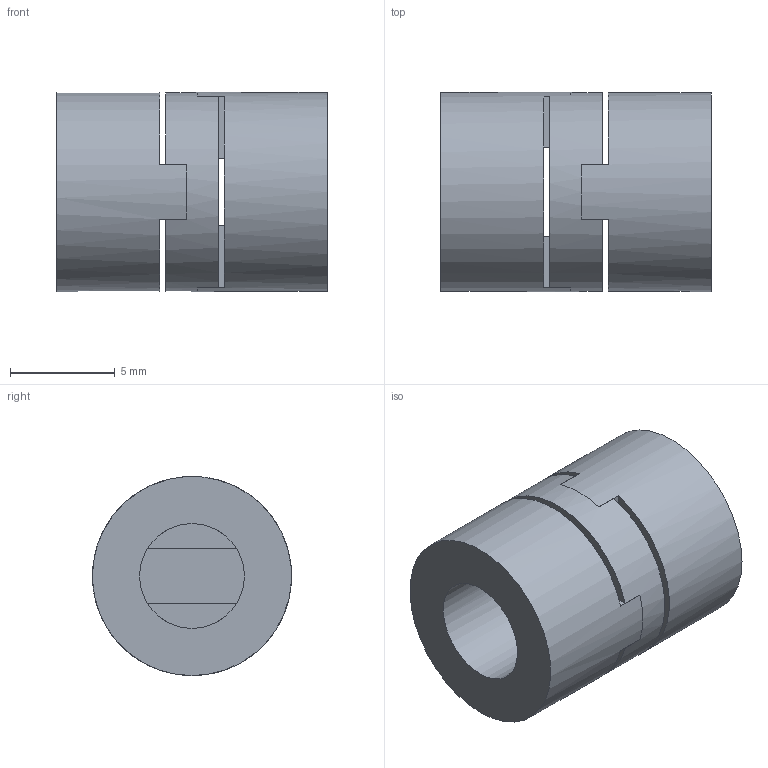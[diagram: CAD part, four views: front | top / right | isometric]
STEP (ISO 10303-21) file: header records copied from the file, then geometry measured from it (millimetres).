
FILE_DESCRIPTION(/* description */ (''),/* implementation_level */ '2;1');
FILE_NAME(/* name */ 'Flexi_Assembly1.stp',/* time_stamp */ '2018-03-09T08:40:28+01:00',/* author */ ('veldhuijzen'),/* organization */ (''),/* preprocessor_version */ 'ST-DEVELOPER v16.13',/* originating_system */ 'Autodesk Inventor 2018',/* authorisation */ '');
FILE_SCHEMA (('AUTOMOTIVE_DESIGN { 1 0 10303 214 3 1 1 }'));
Length unit declared in the file: millimetre
Products named in the file (4): Flexi_Assembly1; Flexi_1; Flexi_2; Flexi_3
Assembly tree (3 placements, depth 2):
  Flexi_Assembly1
    Flexi_1
    Flexi_2
    Flexi_3
Bounding box: 12.9 x 9.5 x 9.5 mm (x, y, z)
Volume: 695.4 mm3; surface area: 949.1 mm2
Topology: 3 solids, 3 shells, 33 faces, 86 edges, 57 vertices
Faces by surface type: plane 28, cylinder 5
Full cylindrical faces by diameter (mm): 4.134 x1, 5 x1, 9.5 x3
Entity records: 1106 total; most frequent: DIRECTION 184, CARTESIAN_POINT 168, ORIENTED_EDGE 152, EDGE_CURVE 76, AXIS2_PLACEMENT_3D 68, VERTEX_POINT 52, LINE 48, VECTOR 48
